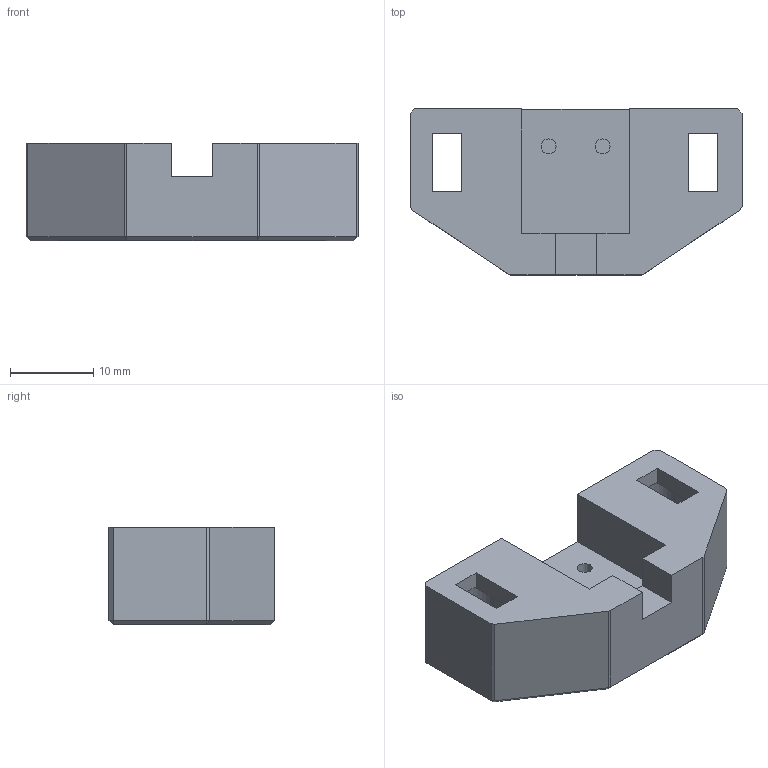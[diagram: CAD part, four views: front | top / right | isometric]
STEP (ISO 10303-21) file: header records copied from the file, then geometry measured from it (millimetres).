
FILE_DESCRIPTION(/* description */ ('STEP AP242','CAx-IF Rec.Pracs.---Representation and Presentation of Product Manufacturing Information (PMI)---4.0---2014-10-13','CAx-IF Rec.Pracs.---3D Tessellated Geometry---0.4---2014-09-14','2;1'),/* implementation_level */ '2;1');
FILE_NAME(/* name */ '6383cae2d8da616e7a771375',/* time_stamp */ '2022-11-27T20:38:59+00:00',/* author */ (''),/* organization */ (''),/* preprocessor_version */ 'ST-DEVELOPER v18.102',/* originating_system */ ' ',/* authorisation */ ' ');
FILE_SCHEMA (('AP242_MANAGED_MODEL_BASED_3D_ENGINEERING_MIM_LF { 1 0 10303 442 1 1 4 }'));
Length unit declared in the file: metre
Products named in the file (1): Endstop Y
Bounding box: 40 x 20 x 11.8 mm (x, y, z)
Volume: 5548.8 mm3; surface area: 3454.7 mm2
Topology: 1 solids, 1 shells, 70 faces, 180 edges, 114 vertices
Faces by surface type: plane 60, cylinder 10
Full cylindrical faces by diameter (mm): 1.8 x2
Entity records: 2108 total; most frequent: CARTESIAN_POINT 363, ORIENTED_EDGE 356, DIRECTION 348, EDGE_CURVE 178, LINE 150, VECTOR 150, VERTEX_POINT 114, AXIS2_PLACEMENT_3D 99
